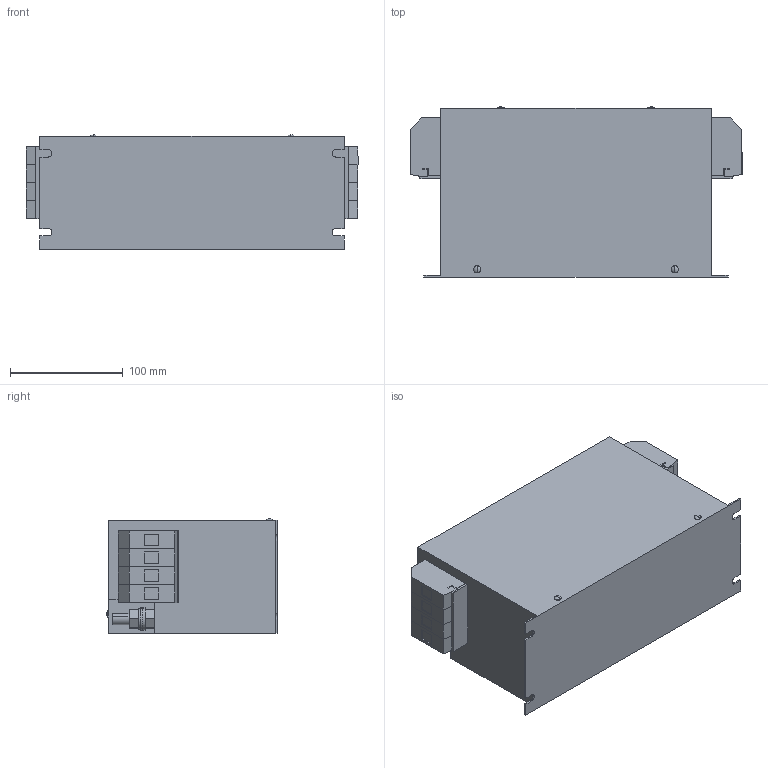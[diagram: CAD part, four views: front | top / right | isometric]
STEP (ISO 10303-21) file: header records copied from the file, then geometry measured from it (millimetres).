
FILE_DESCRIPTION (( 'STEP AP214' ), '1' );
FILE_NAME ('207254.STEP', '2024-03-21T12:09:37', ( '' ), ( '' ), 'SwSTEP 2.0', 'SolidWorks 2022', '' );
FILE_SCHEMA (( 'AUTOMOTIVE_DESIGN' ));
Length unit declared in the file: millimetre
Products named in the file (1): 207254
Bounding box: 294.6 x 151.47 x 101.47 mm (x, y, z)
Volume: 3736527.2 mm3; surface area: 176805.5 mm2
Topology: 1 solids, 17 shells, 397 faces, 924 edges, 600 vertices
Faces by surface type: plane 321, cylinder 68, sphere 8
Entity records: 11168 total; most frequent: CARTESIAN_POINT 1922, DIRECTION 1892, ORIENTED_EDGE 1848, EDGE_CURVE 924, LINE 752, VECTOR 752, VERTEX_POINT 600, AXIS2_PLACEMENT_3D 570
